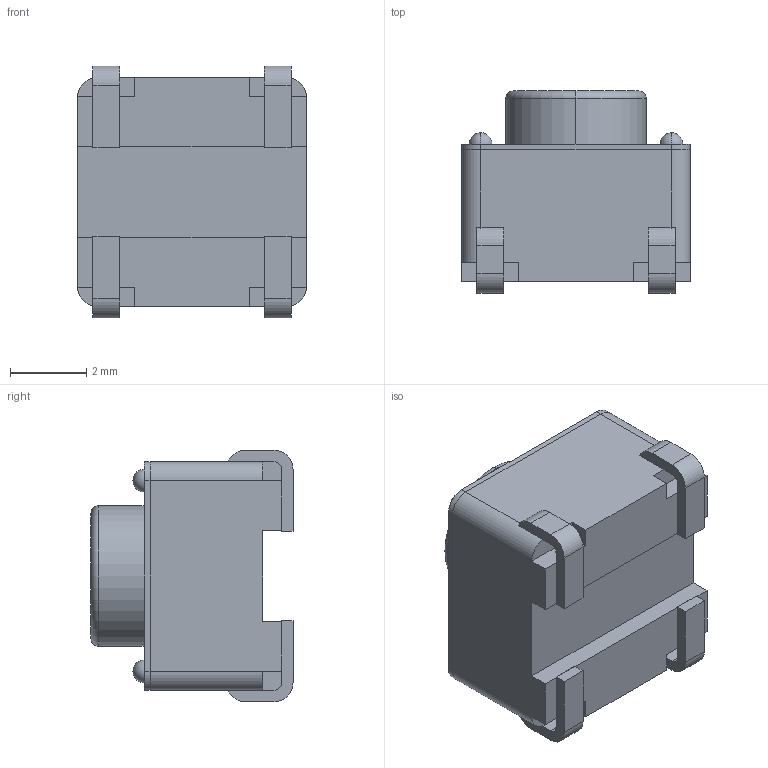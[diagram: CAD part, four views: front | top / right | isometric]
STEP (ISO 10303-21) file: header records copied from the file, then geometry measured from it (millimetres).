
FILE_DESCRIPTION (( 'STEP AP214' ), '1' );
FILE_NAME ('LL3301AF065QJ.STEP', '2021-06-05T07:15:11', ( '' ), ( '' ), 'SwSTEP 2.0', 'SolidWorks 2018', '' );
FILE_SCHEMA (( 'AUTOMOTIVE_DESIGN' ));
Length unit declared in the file: millimetre
Products named in the file (1): LL3301AF065QJ
Bounding box: 6 x 5.3 x 6.6 mm (x, y, z)
Volume: 138 mm3; surface area: 278 mm2
Topology: 7 solids, 7 shells, 92 faces, 236 edges, 154 vertices
Faces by surface type: plane 58, cylinder 24, sphere 8, torus 2
Entity records: 3769 total; most frequent: DIRECTION 474, CARTESIAN_POINT 459, ORIENTED_EDGE 440, EDGE_CURVE 220, AXIS2_PLACEMENT_3D 161, VECTOR 152, LINE 152, VERTEX_POINT 146
